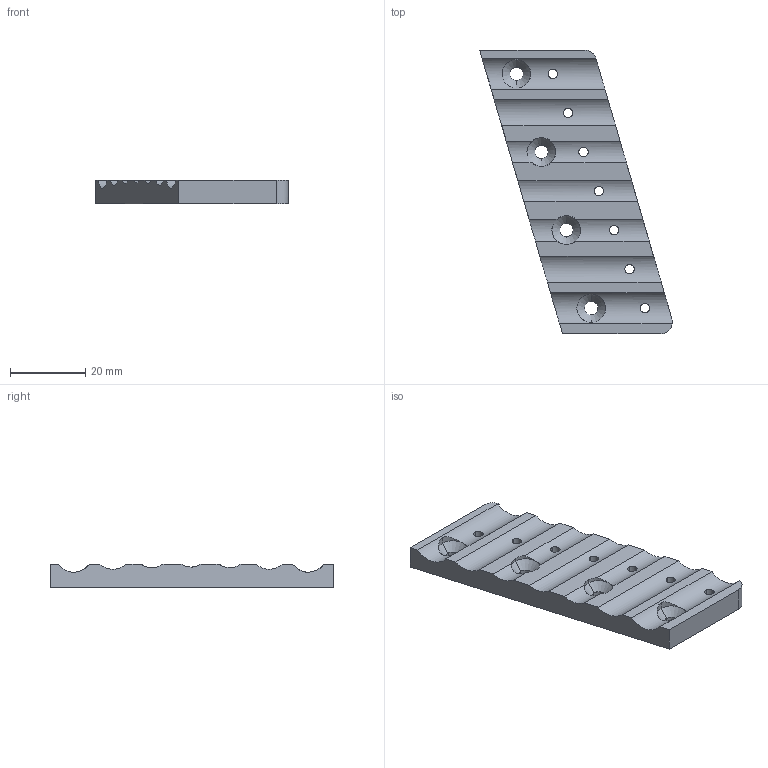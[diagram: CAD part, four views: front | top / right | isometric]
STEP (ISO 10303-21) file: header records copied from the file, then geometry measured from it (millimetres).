
FILE_DESCRIPTION (( 'STEP AP214' ), '1' );
FILE_NAME ('Bridge Plate Narrow.STEP', '2016-05-03T15:52:36', ( 'Yifei Li' ), ( '' ), 'SwSTEP 2.0', 'SolidWorks 2015', '' );
FILE_SCHEMA (( 'AUTOMOTIVE_DESIGN' ));
Length unit declared in the file: inch
Products named in the file (1): Bridge Plate Narrow
Bounding box: 51.34 x 75.69 x 6.35 mm (x, y, z)
Volume: 12468.5 mm3; surface area: 6380.1 mm2
Topology: 1 solids, 1 shells, 66 faces, 178 edges, 116 vertices
Faces by surface type: cylinder 41, plane 17, cone 8
Entity records: 2616 total; most frequent: CARTESIAN_POINT 907, ORIENTED_EDGE 356, DIRECTION 332, EDGE_CURVE 178, AXIS2_PLACEMENT_3D 125, VERTEX_POINT 116, EDGE_LOOP 90, VECTOR 82
